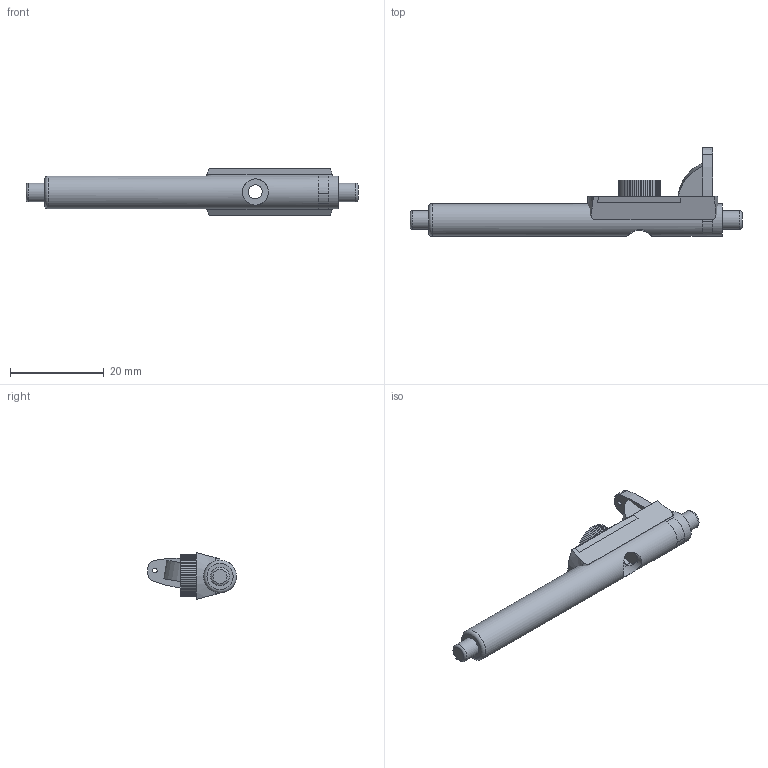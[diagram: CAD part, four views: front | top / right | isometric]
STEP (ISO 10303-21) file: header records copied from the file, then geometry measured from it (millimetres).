
FILE_DESCRIPTION(/* description */ (''),/* implementation_level */ '2;1');
FILE_NAME(/* name */ '5_Head_Roll_Pivot_Bar_20250902.step',/* time_stamp */ '2025-09-02T16:59:44+01:00',/* author */ (''),/* organization */ (''),/* preprocessor_version */ 'ST-DEVELOPER v20.1',/* originating_system */ 'Autodesk Translation Framework v14.10.0.0',/* authorisation */ '');
FILE_SCHEMA (('AUTOMOTIVE_DESIGN { 1 0 10303 214 3 1 1 }'));
Length unit declared in the file: millimetre
Products named in the file (1): Oh3HeadTiltPivot_Original
Bounding box: 70.9 x 18.97 x 10 mm (x, y, z)
Volume: 4304.7 mm3; surface area: 5585.3 mm2
Topology: 11 solids, 11 shells, 332 faces, 924 edges, 615 vertices
Faces by surface type: plane 290, cylinder 27, torus 8, bspline 6, cone 1
Full cylindrical faces by diameter (mm): 1 x1, 4 x3, 4.2 x5, 4.5 x5, 4.8 x1, 5.6 x2, 7 x1, 7.5 x1
Entity records: 11100 total; most frequent: CARTESIAN_POINT 2524, ORIENTED_EDGE 1848, DIRECTION 1609, EDGE_CURVE 924, LINE 821, VECTOR 821, VERTEX_POINT 615, AXIS2_PLACEMENT_3D 394
